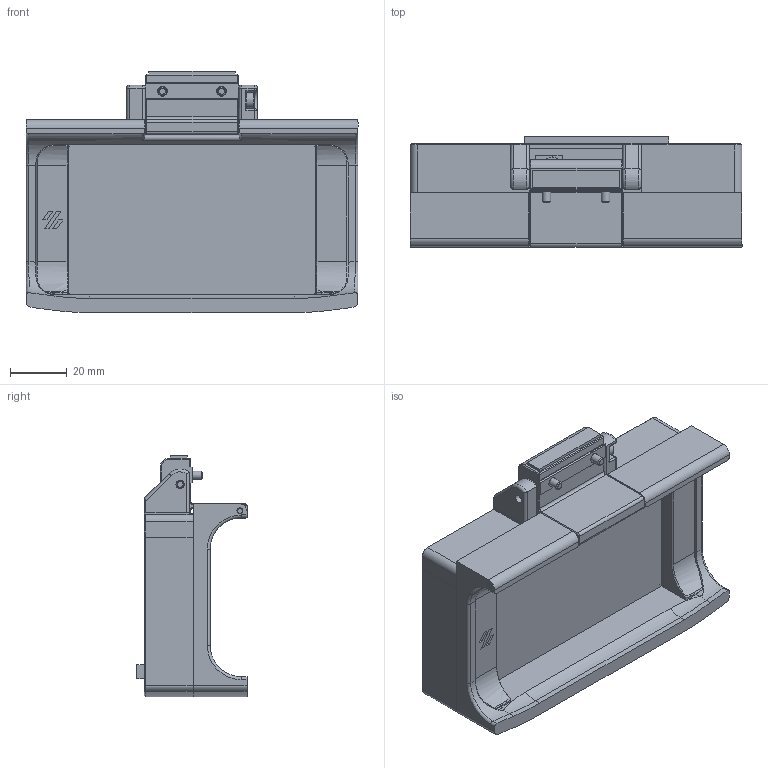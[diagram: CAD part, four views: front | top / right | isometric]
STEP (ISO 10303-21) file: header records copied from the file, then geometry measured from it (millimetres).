
FILE_DESCRIPTION(/* description */ (''),/* implementation_level */ '2;1');
FILE_NAME(/* name */ 'case.step',/* time_stamp */ '2023-01-27T20:26:40+01:00',/* author */ (''),/* organization */ (''),/* preprocessor_version */ 'ST-DEVELOPER v19.2',/* originating_system */ 'Autodesk Translation Framework v11.17.0.187',/* authorisation */ '');
FILE_SCHEMA (('AUTOMOTIVE_DESIGN { 1 0 10303 214 3 1 1 }'));
Length unit declared in the file: millimetre
Products named in the file (16): CTP40; LCD Case Front; M3 Threaded Insert; case_front; [a]_case_front_insert1; [a]_case_front_insert2; Filament; LCD Case Rear; M3x18 SHCS (1) (1); case_rear; LCD Case Hinge; M3x12 SHCS (25); M3x12 SHCS (26); M3x40 SHCS (5); [a]_case_hinge; FYSETC CTP
Assembly tree (21 placements, depth 3):
  CTP40
    LCD Case Front
      M3 Threaded Insert  x4
      case_front
      [a]_case_front_insert1
      [a]_case_front_insert2
      Filament
    LCD Case Rear
      M3x18 SHCS (1) (1)  x4
      case_rear
    LCD Case Hinge
      M3x12 SHCS (25)
      M3x12 SHCS (26)
      M3x40 SHCS (5)
      [a]_case_hinge
    FYSETC CTP
Bounding box: 117 x 38.8 x 85 mm (x, y, z)
Volume: 102439.9 mm3; surface area: 94975.6 mm2
Topology: 27 solids, 27 shells, 1564 faces, 4267 edges, 2779 vertices
Faces by surface type: plane 708, bspline 403, cylinder 331, cone 107, torus 15
Full cylindrical faces by diameter (mm): 1.75 x1, 2.2 x1, 2.6 x4, 2.9 x5, 3 x7, 3.4 x2, 3.5 x5, 4.15 x4, 4.2 x4, 4.25 x4, 4.6 x4, 4.7 x4, 5.5 x7, 6 x8, 6.1 x1, 7 x2
Entity records: 37964 total; most frequent: CARTESIAN_POINT 11663, ORIENTED_EDGE 5728, DIRECTION 4747, EDGE_CURVE 2864, VERTEX_POINT 1842, LINE 1677, VECTOR 1677, AXIS2_PLACEMENT_3D 1535
